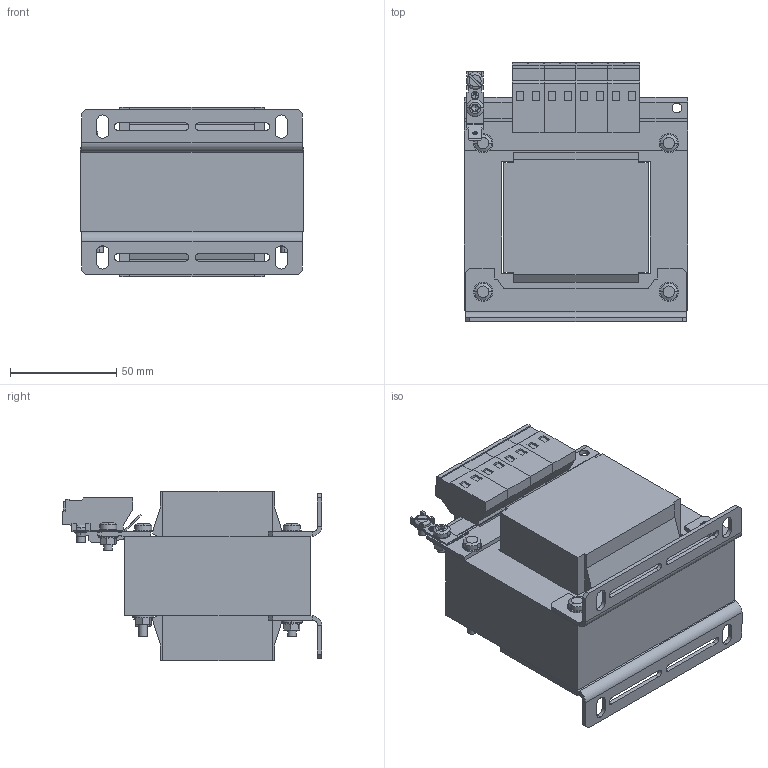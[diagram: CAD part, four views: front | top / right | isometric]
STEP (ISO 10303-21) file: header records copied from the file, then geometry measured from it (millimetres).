
FILE_DESCRIPTION (( 'STEP AP214' ), '1' );
FILE_NAME ('171505.STEP', '2020-05-28T20:13:51', ( '' ), ( '' ), 'SwSTEP 2.0', 'SolidWorks 2018', '' );
FILE_SCHEMA (( 'AUTOMOTIVE_DESIGN' ));
Length unit declared in the file: millimetre
Products named in the file (1): 171505
Bounding box: 105 x 122 x 79.8 mm (x, y, z)
Volume: 551675 mm3; surface area: 77911.8 mm2
Topology: 1 solids, 1 shells, 733 faces, 1842 edges, 1141 vertices
Faces by surface type: plane 503, cylinder 127, cone 64, bspline 29, sphere 10
Entity records: 22381 total; most frequent: CARTESIAN_POINT 5097, ORIENTED_EDGE 3636, DIRECTION 3423, EDGE_CURVE 1818, VECTOR 1229, LINE 1229, VERTEX_POINT 1141, AXIS2_PLACEMENT_3D 1097
